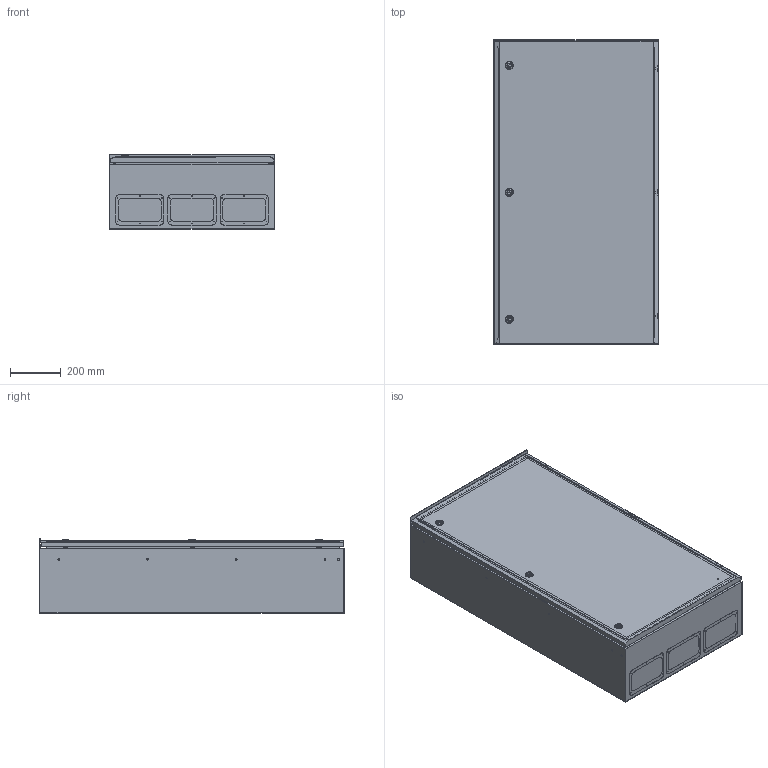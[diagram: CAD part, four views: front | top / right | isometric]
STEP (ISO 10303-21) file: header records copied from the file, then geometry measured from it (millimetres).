
FILE_DESCRIPTION (( 'STEP AP214' ), '1' );
FILE_NAME ('YKM42-06-54-P Êîðïóñ ìåòàëëè÷åñêèé ÙÌÏ-6-2 74 Ó1 IP54 PRO.STEP', '2016-08-11T11:37:30', ( 'user' ), ( '' ), 'SwSTEP 2.0', 'SolidWorks 2014', '' );
FILE_SCHEMA (( 'AUTOMOTIVE_DESIGN' ));
Length unit declared in the file: millimetre
Products named in the file (3): YKM42-06-54-P Êîðïóñ ìåòàëëè÷åñêèé ÙÌÏ-6-2 74 Ó1 IP54 PRO; ﾄ粢 ﾙﾌﾏ-6-2 IP54; Îáîëî÷êà ÙÌÏ-6-2 IP54
Assembly tree (2 placements, depth 2):
  YKM42-06-54-P Êîðïóñ ìåòàëëè÷åñêèé ÙÌÏ-6-2 74 Ó1 IP54 PRO
    Îáîëî÷êà ÙÌÏ-6-2 IP54
    ﾄ粢 ﾙﾌﾏ-6-2 IP54
Bounding box: 650 x 1201 x 293.4 mm (x, y, z)
Volume: 5327933.9 mm3; surface area: 7084100.3 mm2
Topology: 18 solids, 18 shells, 1030 faces, 2531 edges, 1589 vertices
Faces by surface type: plane 584, cylinder 328, cone 78, bspline 30, torus 10
Entity records: 31456 total; most frequent: CARTESIAN_POINT 6702, ORIENTED_EDGE 5054, DIRECTION 4968, EDGE_CURVE 2527, AXIS2_PLACEMENT_3D 1713, VERTEX_POINT 1589, LINE 1542, VECTOR 1542
